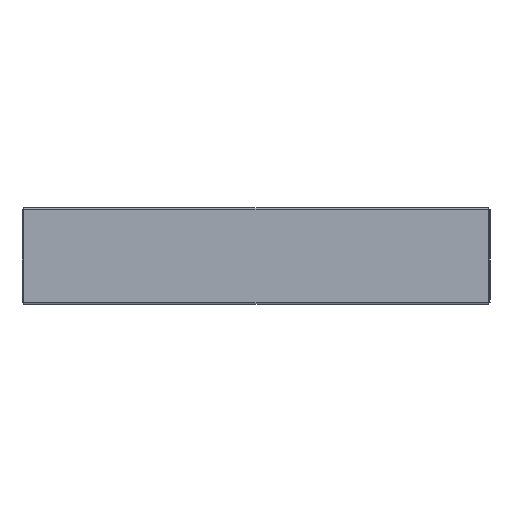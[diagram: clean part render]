
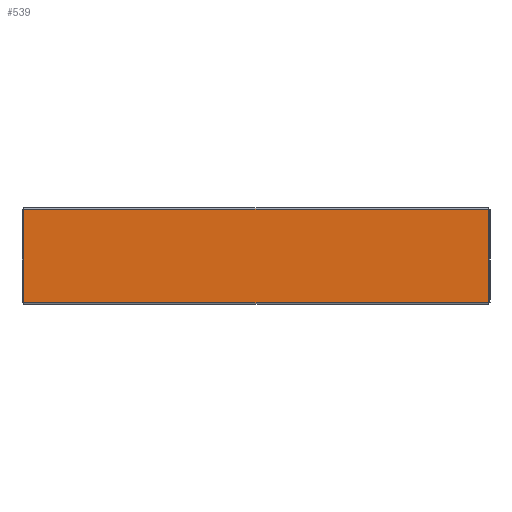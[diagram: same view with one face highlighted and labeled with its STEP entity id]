
A CAD part, top view. The second image highlights one B-rep face of the part: STEP entity #539.
In plain terms, the highlighted planar face has unit normal (0, 0, 1).
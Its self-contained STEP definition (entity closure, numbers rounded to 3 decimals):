
#22 = PLANE ( 'NONE',  #902 ) ;
#31 = EDGE_CURVE ( 'NONE', #1160, #596, #1802, .T. ) ;
#32 = DIRECTION ( 'NONE',  ( 1., 0., 0. ) ) ;
#255 = ORIENTED_EDGE ( 'NONE', *, *, #269, .T. ) ;
#269 = EDGE_CURVE ( 'NONE', #1598, #1144, #1158, .T. ) ;
#297 = CARTESIAN_POINT ( 'NONE',  ( 0., 0., 0. ) ) ;
#333 = CARTESIAN_POINT ( 'NONE',  ( -350.5, -70.5, 0. ) ) ;
#343 = DIRECTION ( 'NONE',  ( 0., -1., 0. ) ) ;
#367 = EDGE_LOOP ( 'NONE', ( #1425, #1814, #255, #473 ) ) ;
#473 = ORIENTED_EDGE ( 'NONE', *, *, #1169, .T. ) ;
#539 = ADVANCED_FACE ( 'NONE', ( #1346 ), #22, .T. ) ;
#596 = VERTEX_POINT ( 'NONE', #1585 ) ;
#849 = CARTESIAN_POINT ( 'NONE',  ( -350.5, 70.5, 0. ) ) ;
#862 = DIRECTION ( 'NONE',  ( -1., 0., 0. ) ) ;
#902 = AXIS2_PLACEMENT_3D ( 'NONE', #297, #1300, #32 ) ;
#971 = EDGE_CURVE ( 'NONE', #596, #1598, #1279, .T. ) ;
#982 = DIRECTION ( 'NONE',  ( 1., 0., 0. ) ) ;
#1144 = VERTEX_POINT ( 'NONE', #1460 ) ;
#1158 = LINE ( 'NONE', #1798, #1827 ) ;
#1160 = VERTEX_POINT ( 'NONE', #849 ) ;
#1169 = EDGE_CURVE ( 'NONE', #1144, #1160, #1661, .T. ) ;
#1209 = DIRECTION ( 'NONE',  ( 0., 1., 0. ) ) ;
#1227 = VECTOR ( 'NONE', #982, 1000. ) ;
#1277 = VECTOR ( 'NONE', #862, 1000. ) ;
#1279 = LINE ( 'NONE', #1583, #1227 ) ;
#1300 = DIRECTION ( 'NONE',  ( 0., 0., 1. ) ) ;
#1346 = FACE_OUTER_BOUND ( 'NONE', #367, .T. ) ;
#1425 = ORIENTED_EDGE ( 'NONE', *, *, #31, .T. ) ;
#1452 = CARTESIAN_POINT ( 'NONE',  ( 350.5, 70.5, 0. ) ) ;
#1460 = CARTESIAN_POINT ( 'NONE',  ( 350.5, 70.5, 0. ) ) ;
#1583 = CARTESIAN_POINT ( 'NONE',  ( 350.5, -70.5, 0. ) ) ;
#1585 = CARTESIAN_POINT ( 'NONE',  ( -350.5, -70.5, 0. ) ) ;
#1598 = VERTEX_POINT ( 'NONE', #1715 ) ;
#1661 = LINE ( 'NONE', #1452, #1277 ) ;
#1715 = CARTESIAN_POINT ( 'NONE',  ( 350.5, -70.5, 0. ) ) ;
#1717 = VECTOR ( 'NONE', #343, 1000. ) ;
#1798 = CARTESIAN_POINT ( 'NONE',  ( 350.5, -70.5, 0. ) ) ;
#1802 = LINE ( 'NONE', #333, #1717 ) ;
#1814 = ORIENTED_EDGE ( 'NONE', *, *, #971, .T. ) ;
#1827 = VECTOR ( 'NONE', #1209, 1000. ) ;
